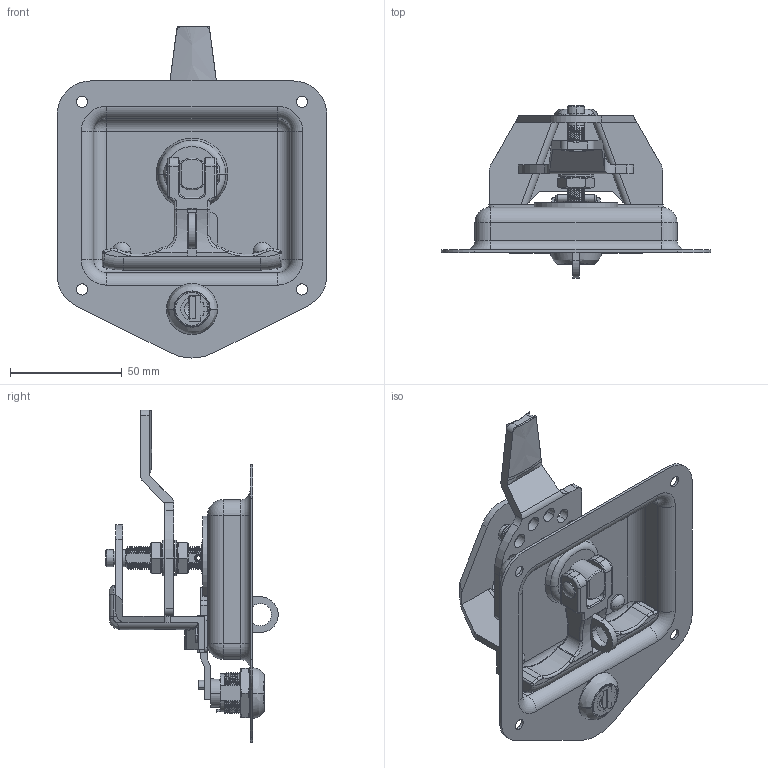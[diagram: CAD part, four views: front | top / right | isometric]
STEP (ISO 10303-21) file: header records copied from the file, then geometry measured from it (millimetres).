
FILE_DESCRIPTION((''),'2;1');
FILE_NAME('50049_ASM','2016-01-04T',('Administrator'),(''),'PRO/ENGINEER BY PARAMETRIC TECHNOLOGY CORPORATION, 2009440','PRO/ENGINEER BY PARAMETRIC TECHNOLOGY CORPORATION, 2009440','');
FILE_SCHEMA(('CONFIG_CONTROL_DESIGN'));
Products named in the file (33): 50049JITI; 50046SG; GUIJIAO; ZHONGJIANZHOU; 50049SB; YAGAI; 50007SBMD; ZHONGJIANCHIZHOU; DANGWEIQUAN-2; 50007KKTXX; DANGBAN; 50007MD5X4; 50008BOBAN; 50007NZDP; M10LUOMU; 50007EXQ; SUOSHEDINGWEIJIA1; SUOSHE1; 507BSX; 102SPTH; 102SP1; 102SP2; 102SP3; DPTH; 507BDP; DCPTH; 505FCP; 505SXG; 507BZT; 505ZHUTIGAI; M19LM; 10094_ASM; 50049_ASM
Assembly tree (41 placements, depth 3):
  50049_ASM
    50049JITI
    50046SG
    GUIJIAO
    ZHONGJIANZHOU
    50049SB
    YAGAI
    50007SBMD
    ZHONGJIANCHIZHOU
    DANGWEIQUAN-2
    50007KKTXX
    DANGBAN
    50007MD5X4  x2
    50008BOBAN
    50007NZDP  x2
    M10LUOMU  x2
    50007EXQ
    SUOSHEDINGWEIJIA1
    SUOSHE1
    10094_ASM
      507BSX
      102SPTH  x5
      102SP1
      102SP2  x2
      102SP3  x2
      DPTH
      507BDP
      DCPTH
      505FCP
      505SXG
      507BZT
      505ZHUTIGAI
      M19LM
Bounding box: 120.65 x 77.2 x 148.6 mm (x, y, z)
Volume: 81801.1 mm3; surface area: 91172 mm2
Topology: 40 solids, 119 shells, 2180 faces, 5778 edges, 3755 vertices
Faces by surface type: plane 911, cylinder 600, bspline 525, torus 56, cone 51, sphere 37
Entity records: 152983 total; most frequent: CARTESIAN_POINT 106895, ORIENTED_EDGE 10040, DIRECTION 8313, EDGE_CURVE 5136, VERTEX_POINT 3308, AXIS2_PLACEMENT_3D 2775, VECTOR 2763, LINE 2763
